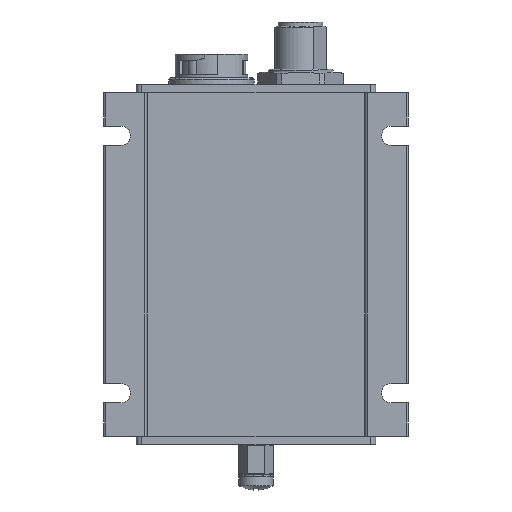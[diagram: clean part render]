
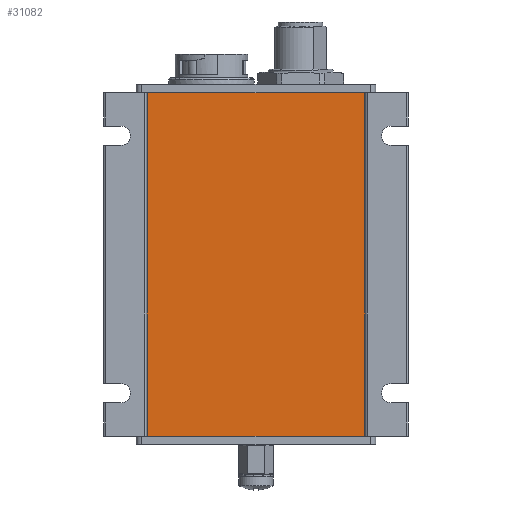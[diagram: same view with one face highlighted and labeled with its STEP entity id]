
A CAD part, front view. The second image highlights one B-rep face of the part: STEP entity #31082.
In plain terms, the highlighted planar face has unit normal (0, -1, 0).
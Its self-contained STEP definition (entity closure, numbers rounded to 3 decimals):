
#1189=PLANE('',#33676);
#2340=LINE('',#55168,#4825);
#2660=LINE('',#56161,#5145);
#2784=LINE('',#56479,#5269);
#2786=LINE('',#56482,#5271);
#4825=VECTOR('',#38061,50.6);
#5145=VECTOR('',#39041,50.6);
#5269=VECTOR('',#39407,80.);
#5271=VECTOR('',#39411,80.);
#7824=FACE_OUTER_BOUND('',#9605,.T.);
#9605=EDGE_LOOP('',(#23404,#23405,#23406,#23407));
#12846=VERTEX_POINT('',#55165);
#12847=VERTEX_POINT('',#55167);
#13189=VERTEX_POINT('',#56158);
#13190=VERTEX_POINT('',#56160);
#16245=EDGE_CURVE('',#12847,#12846,#2340,.T.);
#16744=EDGE_CURVE('',#13190,#13189,#2660,.T.);
#16910=EDGE_CURVE('',#13190,#12846,#2784,.T.);
#16912=EDGE_CURVE('',#12847,#13189,#2786,.T.);
#23404=ORIENTED_EDGE('',*,*,#16910,.F.);
#23405=ORIENTED_EDGE('',*,*,#16744,.T.);
#23406=ORIENTED_EDGE('',*,*,#16912,.F.);
#23407=ORIENTED_EDGE('',*,*,#16245,.T.);
#31082=ADVANCED_FACE('',(#7824),#1189,.T.);
#33676=AXIS2_PLACEMENT_3D('',#56497,#39439,#39440);
#38061=DIRECTION('',(1.,0.,0.));
#39041=DIRECTION('',(-1.,0.,0.));
#39407=DIRECTION('',(0.,0.,-1.));
#39411=DIRECTION('',(0.,0.,1.));
#39439=DIRECTION('center_axis',(0.,-1.,0.));
#39440=DIRECTION('ref_axis',(0.,0.,-1.));
#55165=CARTESIAN_POINT('',(25.3,-11.2,-40.));
#55167=CARTESIAN_POINT('',(-25.3,-11.2,-40.));
#55168=CARTESIAN_POINT('',(-25.3,-11.2,-40.));
#56158=CARTESIAN_POINT('',(-25.3,-11.2,40.));
#56160=CARTESIAN_POINT('',(25.3,-11.2,40.));
#56161=CARTESIAN_POINT('',(25.3,-11.2,40.));
#56479=CARTESIAN_POINT('',(25.3,-11.2,40.));
#56482=CARTESIAN_POINT('',(-25.3,-11.2,-40.));
#56497=CARTESIAN_POINT('Origin',(27.65,-11.2,0.));
